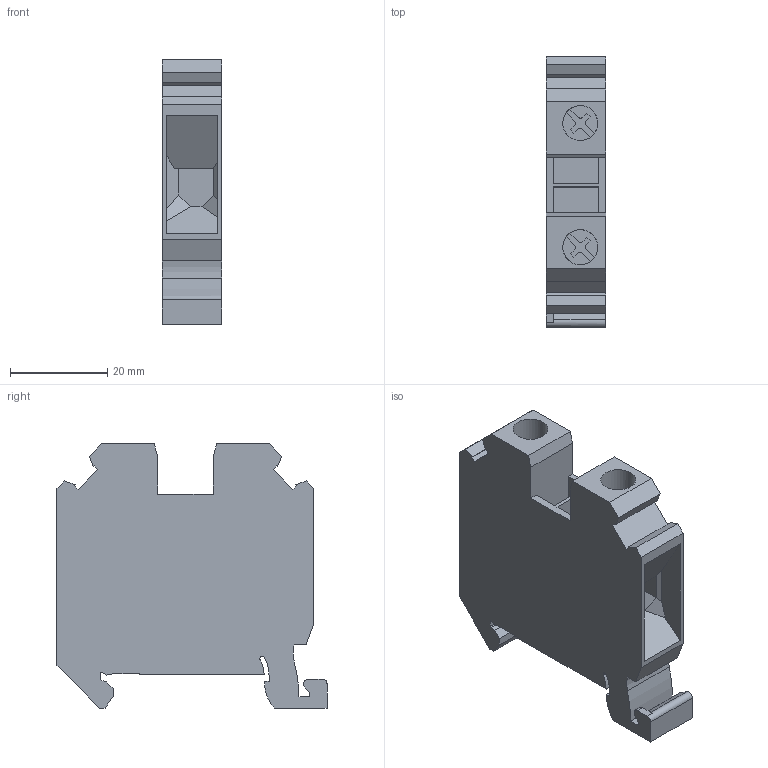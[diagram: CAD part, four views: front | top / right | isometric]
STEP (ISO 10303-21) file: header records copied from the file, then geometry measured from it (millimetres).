
FILE_DESCRIPTION( ('This file contains a STEP AP42 implementation' ,'as created by ZW3D STEP Interface translator.') ,'2;1' );
FILE_NAME( 'RUT16傷赽耀倰.stp' ,'23 6 9.16 831', (''), ('ZWCAD Software Co.'), 'Version 1.0', 'ZW3D to STEP translator', '' );
FILE_SCHEMA(('AUTOMOTIVE_DESIGN { 1 0 10303 214 1 1 1 1 }'));
Length unit declared in the file: millimetre
Products named in the file (2): 0; RUT16
Bounding box: 12.15 x 55.5 x 54.35 mm (x, y, z)
Volume: 23483.5 mm3; surface area: 10014.1 mm2
Topology: 1 solids, 1 shells, 141 faces, 398 edges, 263 vertices
Faces by surface type: plane 116, cylinder 25
Full cylindrical faces by diameter (mm): 7.2 x2
Entity records: 4702 total; most frequent: CARTESIAN_POINT 803, ORIENTED_EDGE 796, DIRECTION 743, EDGE_CURVE 398, VECTOR 337, LINE 337, VERTEX_POINT 263, AXIS2_PLACEMENT_3D 203
